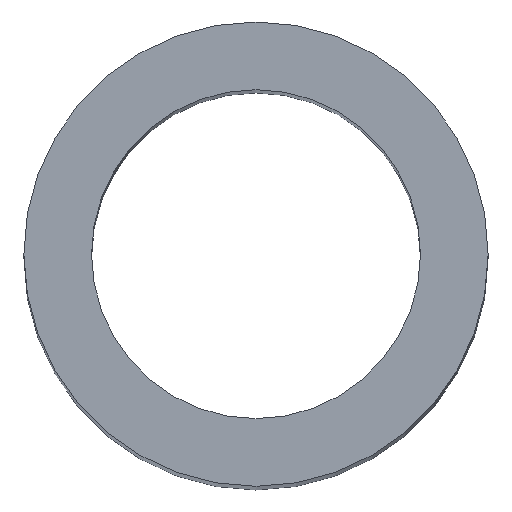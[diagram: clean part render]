
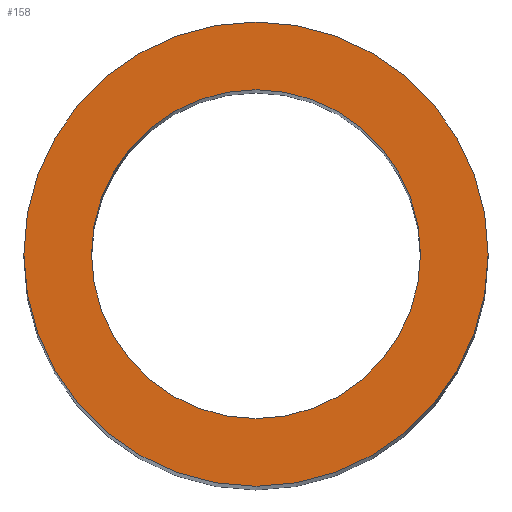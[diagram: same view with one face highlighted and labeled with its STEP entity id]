
A CAD part, top view. The second image highlights one B-rep face of the part: STEP entity #158.
In plain terms, the highlighted planar face has unit normal (0, 0, 1).
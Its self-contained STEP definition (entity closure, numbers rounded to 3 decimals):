
#137 = EDGE_CURVE ( 'NONE', #171, #170, #302, .T. ) ;
#141 = ORIENTED_EDGE ( 'NONE', *, *, #137, .T. ) ;
#142 = ORIENTED_EDGE ( 'NONE', *, *, #198, .T. ) ;
#150 = ORIENTED_EDGE ( 'NONE', *, *, #169, .T. ) ;
#157 = EDGE_LOOP ( 'NONE', ( #141, #150 ) ) ;
#158 = ADVANCED_FACE ( 'NONE', ( #288, #283 ), #282, .F. ) ;
#159 = EDGE_CURVE ( 'NONE', #196, #199, #254, .T. ) ;
#169 = EDGE_CURVE ( 'NONE', #170, #171, #322, .T. ) ;
#170 = VERTEX_POINT ( 'NONE', #315 ) ;
#171 = VERTEX_POINT ( 'NONE', #309 ) ;
#196 = VERTEX_POINT ( 'NONE', #340 ) ;
#198 = EDGE_CURVE ( 'NONE', #199, #196, #367, .T. ) ;
#199 = VERTEX_POINT ( 'NONE', #357 ) ;
#251 = DIRECTION ( 'NONE',  ( 1., 0., 0. ) ) ;
#252 = DIRECTION ( 'NONE',  ( 0., 0., 1. ) ) ;
#253 = AXIS2_PLACEMENT_3D ( 'NONE', #259, #252, #251 ) ;
#254 = CIRCLE ( 'NONE', #253, 13.15 ) ;
#256 = DIRECTION ( 'NONE',  ( -1., 0., 0. ) ) ;
#257 = DIRECTION ( 'NONE',  ( 0., 0., -1. ) ) ;
#258 = CARTESIAN_POINT ( 'NONE',  ( 0., 13.15, 0. ) ) ;
#259 = CARTESIAN_POINT ( 'NONE',  ( 0., 0., 0. ) ) ;
#281 = AXIS2_PLACEMENT_3D ( 'NONE', #258, #257, #256 ) ;
#282 = PLANE ( 'NONE',  #281 ) ;
#283 = FACE_OUTER_BOUND ( 'NONE', #304, .T. ) ;
#288 = FACE_BOUND ( 'NONE', #157, .T. ) ;
#298 = DIRECTION ( 'NONE',  ( 0., 1., 0. ) ) ;
#299 = DIRECTION ( 'NONE',  ( 0., 0., -1. ) ) ;
#300 = CARTESIAN_POINT ( 'NONE',  ( 0., 0., 0. ) ) ;
#301 = AXIS2_PLACEMENT_3D ( 'NONE', #300, #299, #298 ) ;
#302 = CIRCLE ( 'NONE', #301, 9.315 ) ;
#304 = EDGE_LOOP ( 'NONE', ( #142, #306 ) ) ;
#306 = ORIENTED_EDGE ( 'NONE', *, *, #159, .T. ) ;
#309 = CARTESIAN_POINT ( 'NONE',  ( 0., 9.315, 0. ) ) ;
#311 = CARTESIAN_POINT ( 'NONE',  ( 0., 0., 0. ) ) ;
#315 = CARTESIAN_POINT ( 'NONE',  ( 0., -9.315, 0. ) ) ;
#321 = DIRECTION ( 'NONE',  ( 0., 1., 0. ) ) ;
#322 = CIRCLE ( 'NONE', #324, 9.315 ) ;
#324 = AXIS2_PLACEMENT_3D ( 'NONE', #311, #328, #321 ) ;
#328 = DIRECTION ( 'NONE',  ( 0., 0., -1. ) ) ;
#340 = CARTESIAN_POINT ( 'NONE',  ( -13.15, 0., 0. ) ) ;
#357 = CARTESIAN_POINT ( 'NONE',  ( 13.15, 0., 0. ) ) ;
#363 = DIRECTION ( 'NONE',  ( 1., 0., 0. ) ) ;
#364 = DIRECTION ( 'NONE',  ( 0., 0., 1. ) ) ;
#365 = CARTESIAN_POINT ( 'NONE',  ( 0., 0., 0. ) ) ;
#366 = AXIS2_PLACEMENT_3D ( 'NONE', #365, #364, #363 ) ;
#367 = CIRCLE ( 'NONE', #366, 13.15 ) ;
